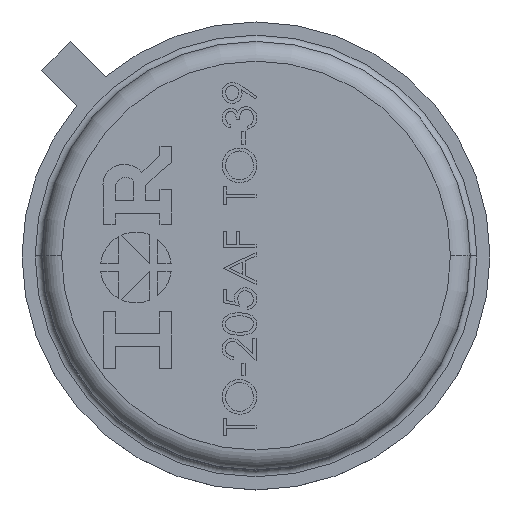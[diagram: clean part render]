
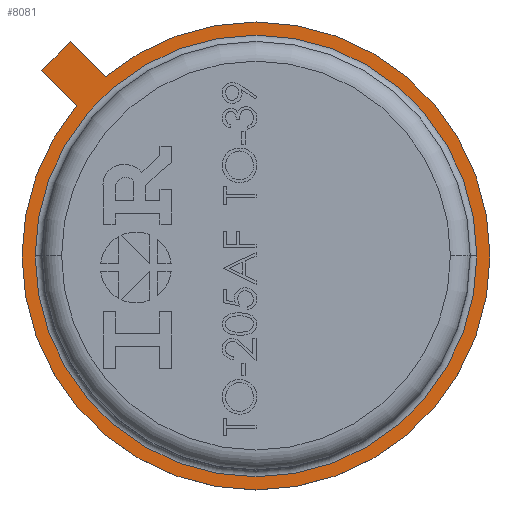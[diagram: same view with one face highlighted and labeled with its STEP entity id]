
A CAD part, top view. The second image highlights one B-rep face of the part: STEP entity #8081.
In plain terms, the highlighted planar face has unit normal (0, 0, 1).
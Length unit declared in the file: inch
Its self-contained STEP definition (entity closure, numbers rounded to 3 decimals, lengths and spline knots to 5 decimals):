
#279 = ORIENTED_EDGE ( 'NONE', *, *, #8032, .T. ) ;
#336 = CARTESIAN_POINT ( 'NONE',  ( -0.11407, 0.13599, 0.015 ) ) ;
#337 = ORIENTED_EDGE ( 'NONE', *, *, #1655, .T. ) ;
#398 = VERTEX_POINT ( 'NONE', #3034 ) ;
#740 = CARTESIAN_POINT ( 'NONE',  ( -0.13599, 0.11407, 0.015 ) ) ;
#783 = CIRCLE ( 'NONE', #8204, 0.1775 ) ;
#789 = CARTESIAN_POINT ( 'NONE',  ( 0.1775, 0., 0.015 ) ) ;
#1060 = AXIS2_PLACEMENT_3D ( 'NONE', #4705, #9859, #9130 ) ;
#1108 = VERTEX_POINT ( 'NONE', #5310 ) ;
#1287 = DIRECTION ( 'NONE',  ( 0., 0., 1. ) ) ;
#1328 = CARTESIAN_POINT ( 'NONE',  ( 0., 0., 0.015 ) ) ;
#1655 = EDGE_CURVE ( 'NONE', #7038, #10108, #10448, .T. ) ;
#1808 = VERTEX_POINT ( 'NONE', #2908 ) ;
#1969 = EDGE_LOOP ( 'NONE', ( #8080, #9446 ) ) ;
#2280 = EDGE_CURVE ( 'NONE', #5281, #1808, #783, .T. ) ;
#2503 = AXIS2_PLACEMENT_3D ( 'NONE', #5487, #1287, #4665 ) ;
#2684 = PLANE ( 'NONE',  #8833 ) ;
#2851 = DIRECTION ( 'NONE',  ( -0.707, -0.707, 0. ) ) ;
#2884 = CARTESIAN_POINT ( 'NONE',  ( -0.16263, 0.14071, 0.015 ) ) ;
#2908 = CARTESIAN_POINT ( 'NONE',  ( -0.1775, 0., 0.015 ) ) ;
#2916 = DIRECTION ( 'NONE',  ( 1., 0., 0. ) ) ;
#3034 = CARTESIAN_POINT ( 'NONE',  ( 0.1675, 0., 0.015 ) ) ;
#3153 = VERTEX_POINT ( 'NONE', #336 ) ;
#3273 = LINE ( 'NONE', #9927, #8016 ) ;
#3581 = DIRECTION ( 'NONE',  ( 1., 0., 0. ) ) ;
#3651 = EDGE_CURVE ( 'NONE', #1808, #6672, #9420, .T. ) ;
#3735 = EDGE_CURVE ( 'NONE', #10108, #5281, #3273, .T. ) ;
#3906 = AXIS2_PLACEMENT_3D ( 'NONE', #4473, #7694, #2916 ) ;
#4116 = EDGE_LOOP ( 'NONE', ( #8509, #7799, #10963, #279, #337, #9246 ) ) ;
#4473 = CARTESIAN_POINT ( 'NONE',  ( 0., 0., 0.015 ) ) ;
#4516 = CARTESIAN_POINT ( 'NONE',  ( -0.16263, 0.14071, 0.015 ) ) ;
#4665 = DIRECTION ( 'NONE',  ( 1., 0., 0. ) ) ;
#4705 = CARTESIAN_POINT ( 'NONE',  ( 0., 0., 0.015 ) ) ;
#5281 = VERTEX_POINT ( 'NONE', #740 ) ;
#5310 = CARTESIAN_POINT ( 'NONE',  ( -0.1675, 0., 0.015 ) ) ;
#5314 = DIRECTION ( 'NONE',  ( 1., 0., 0. ) ) ;
#5487 = CARTESIAN_POINT ( 'NONE',  ( 0., 0., 0.015 ) ) ;
#5581 = EDGE_CURVE ( 'NONE', #398, #1108, #8323, .T. ) ;
#5925 = DIRECTION ( 'NONE',  ( 0., 0., 1. ) ) ;
#6097 = DIRECTION ( 'NONE',  ( 1., 0., 0. ) ) ;
#6166 = FACE_BOUND ( 'NONE', #1969, .T. ) ;
#6527 = VECTOR ( 'NONE', #9506, 39.37008 ) ;
#6672 = VERTEX_POINT ( 'NONE', #789 ) ;
#6957 = LINE ( 'NONE', #7846, #6527 ) ;
#7026 = DIRECTION ( 'NONE',  ( 0., 0., -1. ) ) ;
#7038 = VERTEX_POINT ( 'NONE', #9494 ) ;
#7694 = DIRECTION ( 'NONE',  ( 0., 0., 1. ) ) ;
#7767 = CARTESIAN_POINT ( 'NONE',  ( 0., 0., 0.015 ) ) ;
#7794 = DIRECTION ( 'NONE',  ( 0., 0., 1. ) ) ;
#7799 = ORIENTED_EDGE ( 'NONE', *, *, #3651, .T. ) ;
#7846 = CARTESIAN_POINT ( 'NONE',  ( -0.11407, 0.13599, 0.015 ) ) ;
#7872 = EDGE_CURVE ( 'NONE', #1108, #398, #8134, .T. ) ;
#7951 = AXIS2_PLACEMENT_3D ( 'NONE', #1328, #7026, #5314 ) ;
#8016 = VECTOR ( 'NONE', #10759, 39.37008 ) ;
#8032 = EDGE_CURVE ( 'NONE', #3153, #7038, #6957, .T. ) ;
#8080 = ORIENTED_EDGE ( 'NONE', *, *, #5581, .T. ) ;
#8081 = ADVANCED_FACE ( 'NONE', ( #6166, #9394 ), #2684, .T. ) ;
#8134 = CIRCLE ( 'NONE', #7951, 0.1675 ) ;
#8204 = AXIS2_PLACEMENT_3D ( 'NONE', #7767, #5925, #6097 ) ;
#8323 = CIRCLE ( 'NONE', #1060, 0.1675 ) ;
#8509 = ORIENTED_EDGE ( 'NONE', *, *, #2280, .T. ) ;
#8833 = AXIS2_PLACEMENT_3D ( 'NONE', #9564, #7794, #3581 ) ;
#9130 = DIRECTION ( 'NONE',  ( 1., 0., 0. ) ) ;
#9246 = ORIENTED_EDGE ( 'NONE', *, *, #3735, .T. ) ;
#9384 = CIRCLE ( 'NONE', #3906, 0.1775 ) ;
#9394 = FACE_OUTER_BOUND ( 'NONE', #4116, .T. ) ;
#9420 = CIRCLE ( 'NONE', #2503, 0.1775 ) ;
#9446 = ORIENTED_EDGE ( 'NONE', *, *, #7872, .T. ) ;
#9494 = CARTESIAN_POINT ( 'NONE',  ( -0.14071, 0.16263, 0.015 ) ) ;
#9506 = DIRECTION ( 'NONE',  ( -0.707, 0.707, 0. ) ) ;
#9564 = CARTESIAN_POINT ( 'NONE',  ( 0., 0., 0.015 ) ) ;
#9829 = VECTOR ( 'NONE', #2851, 39.37008 ) ;
#9859 = DIRECTION ( 'NONE',  ( 0., 0., -1. ) ) ;
#9927 = CARTESIAN_POINT ( 'NONE',  ( -0.13599, 0.11407, 0.015 ) ) ;
#10108 = VERTEX_POINT ( 'NONE', #2884 ) ;
#10448 = LINE ( 'NONE', #4516, #9829 ) ;
#10759 = DIRECTION ( 'NONE',  ( 0.707, -0.707, 0. ) ) ;
#10763 = EDGE_CURVE ( 'NONE', #6672, #3153, #9384, .T. ) ;
#10963 = ORIENTED_EDGE ( 'NONE', *, *, #10763, .T. ) ;
